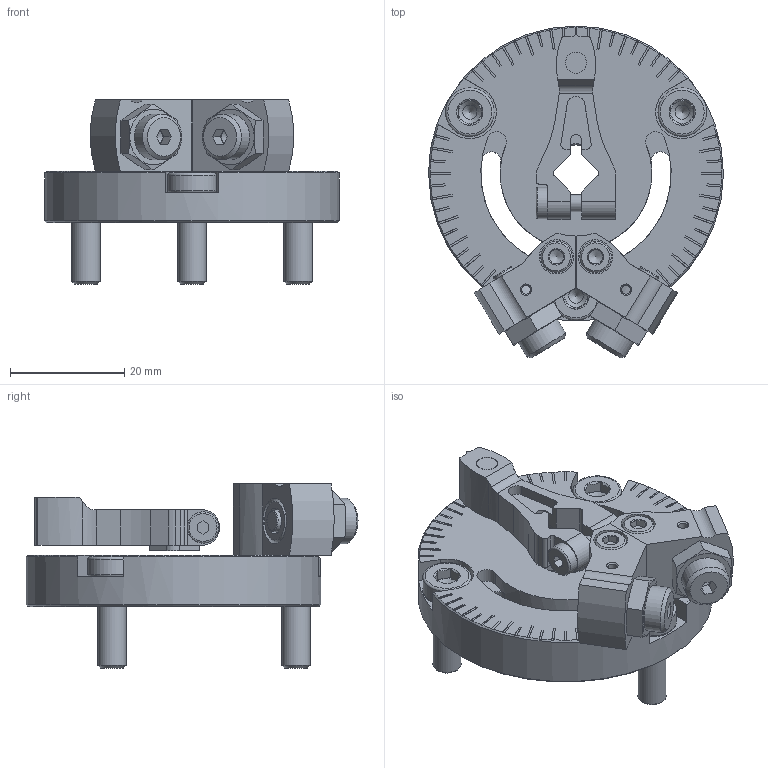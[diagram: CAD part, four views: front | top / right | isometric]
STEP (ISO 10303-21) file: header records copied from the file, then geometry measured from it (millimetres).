
FILE_DESCRIPTION(/* description */ ('STEP AP214'),/* implementation_level */ '2;1');
FILE_NAME(/* name */ '2536503_DADP-ES-Q12-16',/* time_stamp */ '2024-08-05T12:04:28+02:00',/* author */ ('License CC BY-ND 4.0'),/* organization */ ('CADENAS'),/* preprocessor_version */ 'ST-DEVELOPER v19.3',/* originating_system */ 'PARTsolutions',/* authorisation */ ' ');
FILE_SCHEMA (('AUTOMOTIVE_DESIGN {1 0 10303 214 3 1 1}'));
Length unit declared in the file: millimetre
Products named in the file (11): 2536503 DADP-ES-Q12-16---(270_0); 1743830 DADP-ES-Q12-16---(270)_geh; DIN-6912 - M5x16(F); 2834048 DADP-ES-Q12-16_heb; 704060 DSM-12-BL---(HZ); 710515 DSM-12-P-B; 686823 DGSL-8-PJ; DIN-912 - M3x18(F); 342620 DSM-12_NS; 367241 Flachmutter M8X1-3-10; 704061 DSM-12-BR---(HZ)
Assembly tree (17 placements, depth 2):
  2536503 DADP-ES-Q12-16---(270_0)
    1743830 DADP-ES-Q12-16---(270)_geh
    DIN-6912 - M5x16(F)  x3
    2834048 DADP-ES-Q12-16_heb
    704060 DSM-12-BL---(HZ)
    710515 DSM-12-P-B  x2
    686823 DGSL-8-PJ  x2
    DIN-912 - M3x18(F)  x2
    342620 DSM-12_NS  x2
    367241 Flachmutter M8X1-3-10  x2
    704061 DSM-12-BR---(HZ)
Bounding box: 51.7 x 58.22 x 32.3 mm (x, y, z)
Volume: 22027.7 mm3; surface area: 15125.5 mm2
Topology: 17 solids, 17 shells, 658 faces, 1688 edges, 1080 vertices
Faces by surface type: plane 442, cylinder 118, cone 86, torus 12
Full cylindrical faces by diameter (mm): 1.567 x2, 2.459 x2, 2.5 x3, 3 x3, 3.6 x2, 3.7 x2, 4.5 x2, 5 x3, 5.3 x3, 5.5 x3, 6 x2, 6.917 x4, 8 x2, 8.5 x3, 10 x1, 16.1 x1, 51.7 x1
Entity records: 17187 total; most frequent: CARTESIAN_POINT 3286, ORIENTED_EDGE 2668, DIRECTION 2655, EDGE_CURVE 1334, AXIS2_PLACEMENT_3D 930, VERTEX_POINT 909, LINE 795, VECTOR 795
